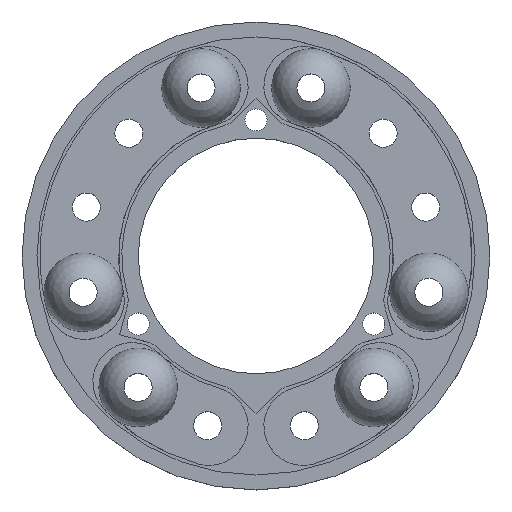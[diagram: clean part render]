
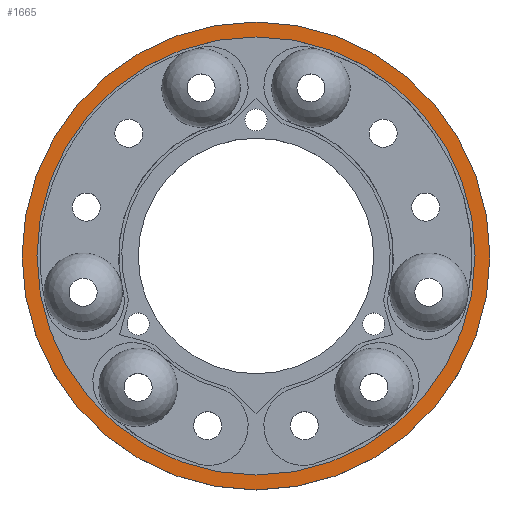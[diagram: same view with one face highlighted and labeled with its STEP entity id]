
A CAD part, top view. The second image highlights one B-rep face of the part: STEP entity #1665.
In plain terms, the highlighted planar face has unit normal (0, 0, 1).
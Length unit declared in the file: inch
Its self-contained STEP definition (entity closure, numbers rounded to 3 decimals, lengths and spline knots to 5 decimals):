
#78=FACE_BOUND('',#285,.T.);
#123=PLANE('',#1875);
#177=FACE_OUTER_BOUND('',#284,.T.);
#284=EDGE_LOOP('',(#1290));
#285=EDGE_LOOP('',(#1291));
#591=CIRCLE('',#1874,0.6975);
#592=CIRCLE('',#1876,0.745);
#765=VERTEX_POINT('',#2859);
#766=VERTEX_POINT('',#2863);
#956=EDGE_CURVE('',#765,#765,#591,.F.);
#958=EDGE_CURVE('',#766,#766,#592,.F.);
#1290=ORIENTED_EDGE('',*,*,#958,.T.);
#1291=ORIENTED_EDGE('',*,*,#956,.T.);
#1665=ADVANCED_FACE('',(#177,#78),#123,.T.);
#1874=AXIS2_PLACEMENT_3D('',#2860,#2281,#2282);
#1875=AXIS2_PLACEMENT_3D('',#2862,#2284,#2285);
#1876=AXIS2_PLACEMENT_3D('',#2864,#2286,#2287);
#2281=DIRECTION('center_axis',(0.,0.,1.));
#2282=DIRECTION('ref_axis',(1.,0.,0.));
#2284=DIRECTION('center_axis',(0.,0.,1.));
#2285=DIRECTION('ref_axis',(1.,0.,0.));
#2286=DIRECTION('center_axis',(0.,0.,-1.));
#2287=DIRECTION('ref_axis',(1.,0.,0.));
#2859=CARTESIAN_POINT('',(-0.6975,0.,0.025));
#2860=CARTESIAN_POINT('Origin',(0.,0.,0.025));
#2862=CARTESIAN_POINT('Origin',(0.,0.,0.025));
#2863=CARTESIAN_POINT('',(-0.745,0.,0.025));
#2864=CARTESIAN_POINT('Origin',(0.,0.,0.025));
